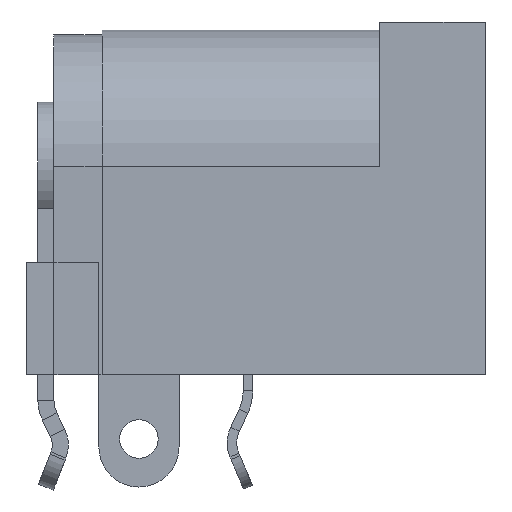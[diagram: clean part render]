
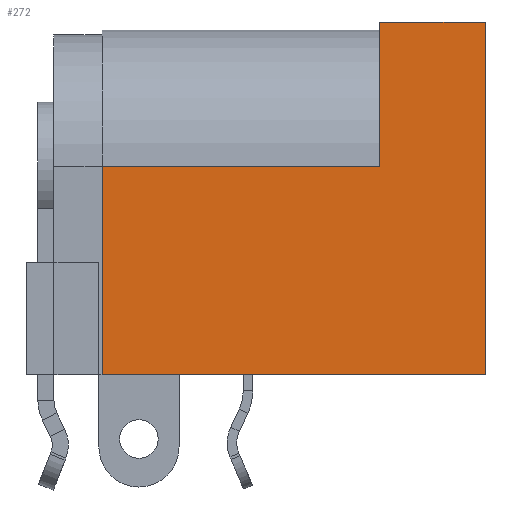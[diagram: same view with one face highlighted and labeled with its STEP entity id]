
A CAD part, left-side view. The second image highlights one B-rep face of the part: STEP entity #272.
In plain terms, the highlighted planar face has unit normal (-1, 0, 0).
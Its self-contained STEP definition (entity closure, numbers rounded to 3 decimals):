
#22 = VERTEX_POINT('',#23);
#23 = CARTESIAN_POINT('',(-4.5,-1.75,0.));
#64 = VERTEX_POINT('',#65);
#65 = CARTESIAN_POINT('',(-4.5,-13.7,0.));
#71 = EDGE_CURVE('',#22,#64,#72,.T.);
#72 = LINE('',#73,#74);
#73 = CARTESIAN_POINT('',(-4.5,-1.75,0.));
#74 = VECTOR('',#75,1.);
#75 = DIRECTION('',(0.,-1.,0.));
#85 = EDGE_CURVE('',#86,#22,#88,.T.);
#86 = VERTEX_POINT('',#87);
#87 = CARTESIAN_POINT('',(-4.5,-1.75,6.5));
#88 = LINE('',#89,#90);
#89 = CARTESIAN_POINT('',(-4.5,-1.75,6.5));
#90 = VECTOR('',#91,1.);
#91 = DIRECTION('',(0.,0.,-1.));
#244 = VERTEX_POINT('',#245);
#245 = CARTESIAN_POINT('',(-4.5,-13.7,11.));
#251 = EDGE_CURVE('',#64,#244,#252,.T.);
#252 = LINE('',#253,#254);
#253 = CARTESIAN_POINT('',(-4.5,-13.7,0.));
#254 = VECTOR('',#255,1.);
#255 = DIRECTION('',(0.,0.,1.));
#272 = ADVANCED_FACE('',(#273),#300,.F.);
#273 = FACE_BOUND('',#274,.T.);
#274 = EDGE_LOOP('',(#275,#276,#277,#285,#293,#299));
#275 = ORIENTED_EDGE('',*,*,#71,.T.);
#276 = ORIENTED_EDGE('',*,*,#251,.T.);
#277 = ORIENTED_EDGE('',*,*,#278,.T.);
#278 = EDGE_CURVE('',#244,#279,#281,.T.);
#279 = VERTEX_POINT('',#280);
#280 = CARTESIAN_POINT('',(-4.5,-10.4,11.));
#281 = LINE('',#282,#283);
#282 = CARTESIAN_POINT('',(-4.5,-13.7,11.));
#283 = VECTOR('',#284,1.);
#284 = DIRECTION('',(0.,1.,0.));
#285 = ORIENTED_EDGE('',*,*,#286,.T.);
#286 = EDGE_CURVE('',#279,#287,#289,.T.);
#287 = VERTEX_POINT('',#288);
#288 = CARTESIAN_POINT('',(-4.5,-10.4,6.5));
#289 = LINE('',#290,#291);
#290 = CARTESIAN_POINT('',(-4.5,-10.4,11.));
#291 = VECTOR('',#292,1.);
#292 = DIRECTION('',(0.,0.,-1.));
#293 = ORIENTED_EDGE('',*,*,#294,.T.);
#294 = EDGE_CURVE('',#287,#86,#295,.T.);
#295 = LINE('',#296,#297);
#296 = CARTESIAN_POINT('',(-4.5,-10.4,6.5));
#297 = VECTOR('',#298,1.);
#298 = DIRECTION('',(0.,1.,0.));
#299 = ORIENTED_EDGE('',*,*,#85,.T.);
#300 = PLANE('',#301);
#301 = AXIS2_PLACEMENT_3D('',#302,#303,#304);
#302 = CARTESIAN_POINT('',(-4.5,-8.573,4.652));
#303 = DIRECTION('',(1.,0.,0.));
#304 = DIRECTION('',(0.,0.,1.));
